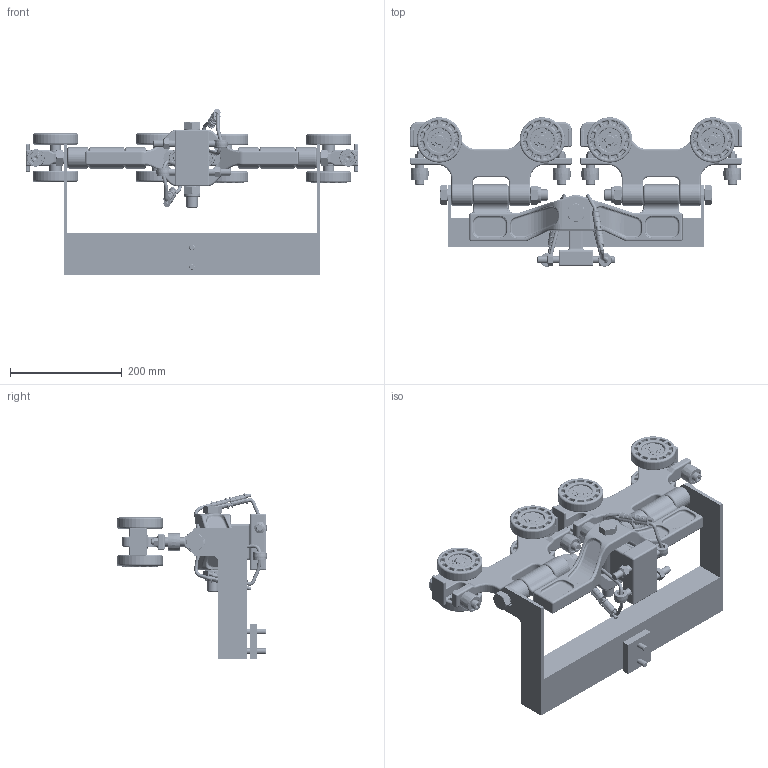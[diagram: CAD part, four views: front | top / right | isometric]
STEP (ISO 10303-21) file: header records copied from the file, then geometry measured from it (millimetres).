
FILE_DESCRIPTION((''),'2;1');
FILE_NAME('22055 530 RIGID END TRUCK.stp','2013-05-29T14:32:31',('jholman'),(''),'Autodesk Inventor 2011','Autodesk Inventor 2011','');
FILE_SCHEMA(('AUTOMOTIVE_DESIGN { 1 0 10303 214 1 1 1 1 }'));
Length unit declared in the file: inch
Products named in the file (32): 22055; 25337; 28510; 25085; Hex Cap Screw - Metric M10 x 45; IS 3063 10; 3D1153B4A; 3D119ZH4D; 20011-R; 3D11X4B4D; 3D11JDF4B; 3D11I6B4A; 3D11H6B4A; 70012; 3D11KDF4A; 3D11MDF4A; 3D11LDF4A; 3D11NDF4A; Hex Nut - UNC (Regular Thread - Inch) 3/8 - 16; Hex Cap Screw - Metric M20 x 180; 3D1173G4D; 32045; 3D11HDF4B; 3D11IDF4A; AS 1420 - Metric M10 x 50; 3D11C4B4C; 3D11ZFB4C; Hex Cap Screw - Metric M20 x 140; 3D115FD4B; Prevailing Torque Type Hex Nut - UNC (Regular Thread - Inch)  (IFI) 1/2 - 13 Metal Type; 3D115MD4D; 3D111MD4A
Assembly tree (54 placements, depth 5):
  22055
    25337
      28510
      25085
      Hex Cap Screw - Metric M10 x 45  x2
      IS 3063 10  x2
      3D1153B4A  x2
    3D119ZH4D
      20011-R  x2
        3D11X4B4D
        3D11JDF4B
        3D11I6B4A
        3D11H6B4A
        70012
          3D11KDF4A
          3D11MDF4A  x2
          3D11LDF4A
          3D11NDF4A
        Hex Nut - UNC (Regular Thread - Inch) 3/8 - 16
        Hex Cap Screw - Metric M20 x 180
        3D1173G4D
        32045
          3D11HDF4B
          3D11IDF4A
        AS 1420 - Metric M10 x 50
      3D11C4B4C
      3D11ZFB4C
      Hex Cap Screw - Metric M20 x 140
      3D115FD4B  x2
      Prevailing Torque Type Hex Nut - UNC (Regular Thread - Inch)  (IFI) 1/2 - 13 Metal Type  x2
      3D115MD4D  x2
      3D111MD4A  x4
      3D1173G4D
Bounding box: 593.73 x 267.25 x 297.28 mm (x, y, z)
Volume: 3461337.4 mm3; surface area: 887021.1 mm2
Topology: 84 solids, 88 shells, 9711 faces, 22307 edges, 12234 vertices
Faces by surface type: plane 2460, bspline 2333, torus 1729, cylinder 1667, sphere 948, cone 574
Full cylindrical faces by diameter (mm): 1.016 x16, 1.321 x8, 6.35 x18, 7.798 x4, 9.525 x16, 9.754 x4, 10 x6, 10.592 x2, 11.113 x2, 12.7 x12, 14.288 x2, 14.6 x2, 15.875 x4, 15.977 x8, 16 x4, 16.954 x16, 16.993 x8, 17.475 x3, 17.602 x3, 17.78 x4, 17.882 x4, 18.974 x3, 19.05 x16, 19.447 x2, 20 x3, 20.638 x6, 22.098 x8, 22.174 x8, 22.225 x13, 26.594 x16
Entity records: 74268 total; most frequent: CARTESIAN_POINT 26157, DIRECTION 9960, ORIENTED_EDGE 9462, EDGE_CURVE 4731, AXIS2_PLACEMENT_3D 4262, VERTEX_POINT 2791, EDGE_LOOP 2544, CIRCLE 2272
